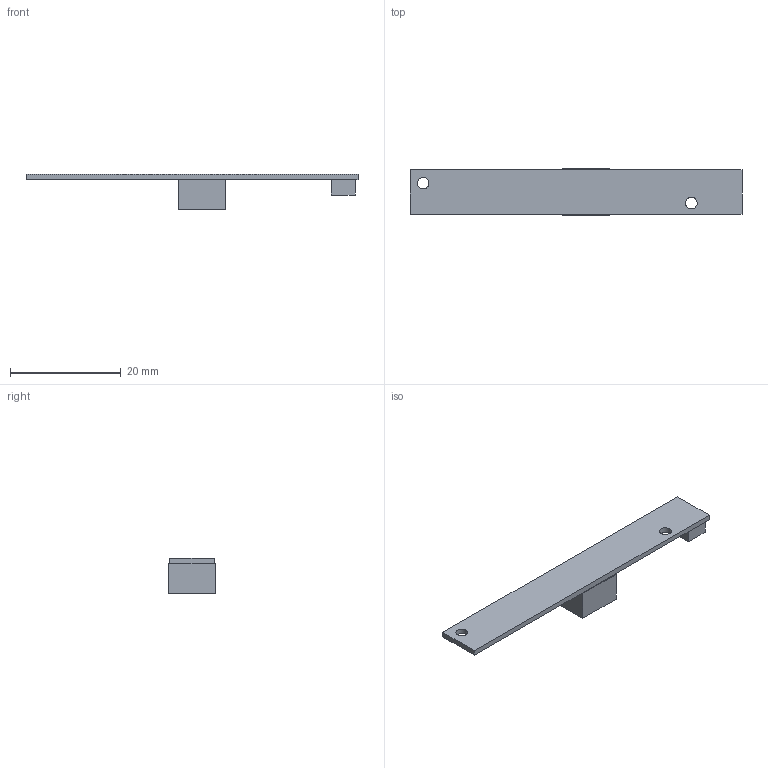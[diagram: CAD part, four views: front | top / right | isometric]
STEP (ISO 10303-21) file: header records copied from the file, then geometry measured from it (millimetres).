
FILE_DESCRIPTION(('FreeCAD Model'),'2;1');
FILE_NAME('delock_96000.step', '2015-06-17T00:16:25',('Author'),(''), 'Open CASCADE STEP processor 6.8','FreeCAD','Unknown');
FILE_SCHEMA(('AUTOMOTIVE_DESIGN_CC2 { 1 2 10303 214 -1 1 5 4 }'));
Length unit declared in the file: millimetre
Products named in the file (1): Pocket001
Bounding box: 60 x 8.5 x 6.5 mm (x, y, z)
Volume: 953.7 mm3; surface area: 1374 mm2
Topology: 1 solids, 1 shells, 23 faces, 53 edges, 34 vertices
Faces by surface type: plane 20, cylinder 3
Full cylindrical faces by diameter (mm): 2.1 x2, 3 x1
Entity records: 1365 total; most frequent: CARTESIAN_POINT 229, DIRECTION 211, LINE 147, VECTOR 147, ORIENTED_EDGE 106, PCURVE 106, DEFINITIONAL_REPRESENTATION 106, EDGE_CURVE 53
